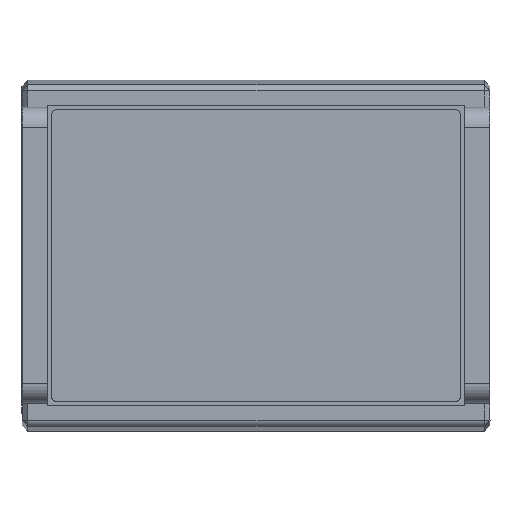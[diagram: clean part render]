
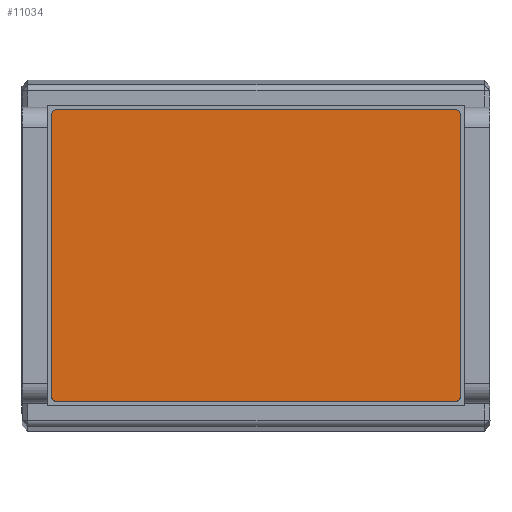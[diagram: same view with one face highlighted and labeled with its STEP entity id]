
A CAD part, top view. The second image highlights one B-rep face of the part: STEP entity #11034.
In plain terms, the highlighted planar face has unit normal (0, 0, 1).
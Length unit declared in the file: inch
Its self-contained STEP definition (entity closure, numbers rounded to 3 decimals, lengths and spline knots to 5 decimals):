
#325 = DIRECTION ( 'NONE',  ( 0., -1., 0. ) ) ;
#421 = DIRECTION ( 'NONE',  ( -1., 0., 0. ) ) ;
#477 = CARTESIAN_POINT ( 'NONE',  ( -0.40157, -0.29528, 0.37402 ) ) ;
#560 = CARTESIAN_POINT ( 'NONE',  ( -0.40157, 0.29528, 0.37402 ) ) ;
#770 = DIRECTION ( 'NONE',  ( -1., 0., 0. ) ) ;
#1053 = DIRECTION ( 'NONE',  ( 0., 0., -1. ) ) ;
#1235 = VERTEX_POINT ( 'NONE', #8601 ) ;
#1425 = AXIS2_PLACEMENT_3D ( 'NONE', #15810, #6652, #2837 ) ;
#1677 = CIRCLE ( 'NONE', #1425, 0.01181 ) ;
#1959 = VECTOR ( 'NONE', #325, 39.37008 ) ;
#2148 = ORIENTED_EDGE ( 'NONE', *, *, #11773, .T. ) ;
#2172 = CARTESIAN_POINT ( 'NONE',  ( -0.40157, 0.29528, 0.37402 ) ) ;
#2242 = CIRCLE ( 'NONE', #10951, 0.01181 ) ;
#2261 = ORIENTED_EDGE ( 'NONE', *, *, #6528, .F. ) ;
#2291 = CARTESIAN_POINT ( 'NONE',  ( -0.40157, 0.28346, 0.37402 ) ) ;
#2440 = AXIS2_PLACEMENT_3D ( 'NONE', #7540, #3477, #8527 ) ;
#2837 = DIRECTION ( 'NONE',  ( -1., 0., 0. ) ) ;
#3186 = ORIENTED_EDGE ( 'NONE', *, *, #4251, .T. ) ;
#3477 = DIRECTION ( 'NONE',  ( 0., 0., -1. ) ) ;
#3781 = CARTESIAN_POINT ( 'NONE',  ( -0.41339, 0.28346, 0.37402 ) ) ;
#3856 = DIRECTION ( 'NONE',  ( 0., 1., 0. ) ) ;
#3918 = ORIENTED_EDGE ( 'NONE', *, *, #7010, .F. ) ;
#4251 = EDGE_CURVE ( 'NONE', #6130, #5033, #12093, .T. ) ;
#5033 = VERTEX_POINT ( 'NONE', #560 ) ;
#5423 = CARTESIAN_POINT ( 'NONE',  ( 0.41339, 0.28346, 0.37402 ) ) ;
#5424 = VECTOR ( 'NONE', #8879, 39.37008 ) ;
#6044 = ORIENTED_EDGE ( 'NONE', *, *, #13372, .F. ) ;
#6095 = DIRECTION ( 'NONE',  ( -1., 0., 0. ) ) ;
#6130 = VERTEX_POINT ( 'NONE', #10323 ) ;
#6189 = AXIS2_PLACEMENT_3D ( 'NONE', #2291, #1053, #6095 ) ;
#6194 = EDGE_CURVE ( 'NONE', #9317, #13754, #15380, .T. ) ;
#6483 = VECTOR ( 'NONE', #3856, 39.37008 ) ;
#6528 = EDGE_CURVE ( 'NONE', #14085, #13754, #2242, .T. ) ;
#6652 = DIRECTION ( 'NONE',  ( 0., 0., -1. ) ) ;
#6753 = DIRECTION ( 'NONE',  ( -1., 0., 0. ) ) ;
#6877 = ORIENTED_EDGE ( 'NONE', *, *, #8934, .F. ) ;
#7010 = EDGE_CURVE ( 'NONE', #9317, #5033, #1677, .T. ) ;
#7540 = CARTESIAN_POINT ( 'NONE',  ( 0.40157, 0.28346, 0.37402 ) ) ;
#7597 = CARTESIAN_POINT ( 'NONE',  ( -0.41339, -0.28346, 0.37402 ) ) ;
#7773 = AXIS2_PLACEMENT_3D ( 'NONE', #13067, #15313, #421 ) ;
#8527 = DIRECTION ( 'NONE',  ( -1., 0., 0. ) ) ;
#8545 = CARTESIAN_POINT ( 'NONE',  ( -0.40157, -0.29528, 0.37402 ) ) ;
#8601 = CARTESIAN_POINT ( 'NONE',  ( 0.41339, -0.28346, 0.37402 ) ) ;
#8630 = LINE ( 'NONE', #8545, #5424 ) ;
#8830 = CIRCLE ( 'NONE', #7773, 0.01181 ) ;
#8879 = DIRECTION ( 'NONE',  ( 1., 0., 0. ) ) ;
#8934 = EDGE_CURVE ( 'NONE', #1235, #14197, #8830, .T. ) ;
#9251 = CARTESIAN_POINT ( 'NONE',  ( -0.41339, 0.28346, 0.37402 ) ) ;
#9317 = VERTEX_POINT ( 'NONE', #3781 ) ;
#9751 = EDGE_CURVE ( 'NONE', #1235, #13860, #12780, .T. ) ;
#10323 = CARTESIAN_POINT ( 'NONE',  ( 0.40157, 0.29528, 0.37402 ) ) ;
#10597 = ORIENTED_EDGE ( 'NONE', *, *, #9751, .T. ) ;
#10951 = AXIS2_PLACEMENT_3D ( 'NONE', #14211, #14291, #6753 ) ;
#10976 = CARTESIAN_POINT ( 'NONE',  ( 0.40157, -0.29528, 0.37402 ) ) ;
#11034 = ADVANCED_FACE ( 'NONE', ( #12376 ), #13635, .F. ) ;
#11773 = EDGE_CURVE ( 'NONE', #14085, #14197, #8630, .T. ) ;
#12093 = LINE ( 'NONE', #2172, #15866 ) ;
#12217 = CIRCLE ( 'NONE', #2440, 0.01181 ) ;
#12376 = FACE_OUTER_BOUND ( 'NONE', #13051, .T. ) ;
#12780 = LINE ( 'NONE', #5423, #6483 ) ;
#13051 = EDGE_LOOP ( 'NONE', ( #15912, #2261, #2148, #6877, #10597, #6044, #3186, #3918 ) ) ;
#13067 = CARTESIAN_POINT ( 'NONE',  ( 0.40157, -0.28346, 0.37402 ) ) ;
#13372 = EDGE_CURVE ( 'NONE', #6130, #13860, #12217, .T. ) ;
#13562 = CARTESIAN_POINT ( 'NONE',  ( 0.41339, 0.28346, 0.37402 ) ) ;
#13635 = PLANE ( 'NONE',  #6189 ) ;
#13754 = VERTEX_POINT ( 'NONE', #7597 ) ;
#13860 = VERTEX_POINT ( 'NONE', #13562 ) ;
#14085 = VERTEX_POINT ( 'NONE', #477 ) ;
#14197 = VERTEX_POINT ( 'NONE', #10976 ) ;
#14211 = CARTESIAN_POINT ( 'NONE',  ( -0.40157, -0.28346, 0.37402 ) ) ;
#14291 = DIRECTION ( 'NONE',  ( 0., 0., -1. ) ) ;
#15313 = DIRECTION ( 'NONE',  ( 0., 0., -1. ) ) ;
#15380 = LINE ( 'NONE', #9251, #1959 ) ;
#15810 = CARTESIAN_POINT ( 'NONE',  ( -0.40157, 0.28346, 0.37402 ) ) ;
#15866 = VECTOR ( 'NONE', #770, 39.37008 ) ;
#15912 = ORIENTED_EDGE ( 'NONE', *, *, #6194, .T. ) ;
